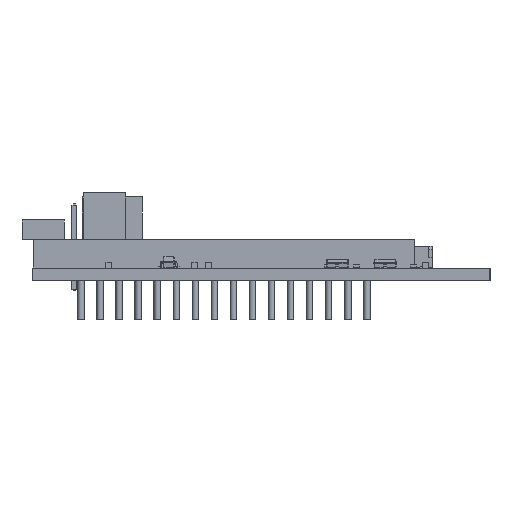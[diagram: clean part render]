
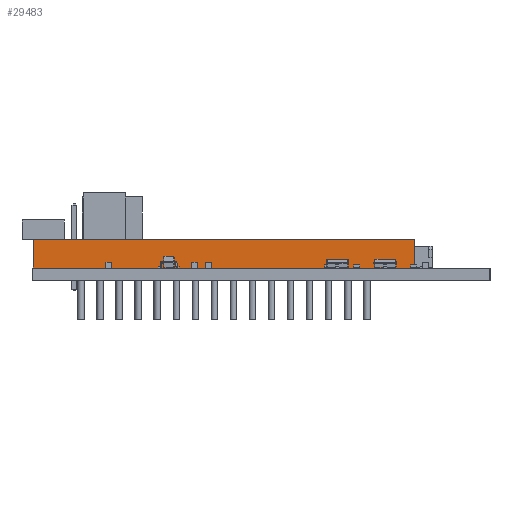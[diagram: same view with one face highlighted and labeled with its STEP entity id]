
A CAD part, left-side view. The second image highlights one B-rep face of the part: STEP entity #29483.
In plain terms, the highlighted face is planar.
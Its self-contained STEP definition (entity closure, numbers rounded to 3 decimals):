
#27731 = PLANE('',#27732);
#27732 = AXIS2_PLACEMENT_3D('',#27733,#27734,#27735);
#27733 = CARTESIAN_POINT('',(0.,22.86,0.));
#27734 = DIRECTION('',(-1.,0.,0.));
#27735 = DIRECTION('',(0.,-1.,0.));
#27759 = PLANE('',#27760);
#27760 = AXIS2_PLACEMENT_3D('',#27761,#27762,#27763);
#27761 = CARTESIAN_POINT('',(25.4,11.43,-3.8));
#27762 = DIRECTION('',(0.,0.,1.));
#27763 = DIRECTION('',(1.,0.,-0.));
#27787 = PLANE('',#27788);
#27788 = AXIS2_PLACEMENT_3D('',#27789,#27790,#27791);
#27789 = CARTESIAN_POINT('',(50.8,0.,0.));
#27790 = DIRECTION('',(1.,0.,0.));
#27791 = DIRECTION('',(-0.,1.,0.));
#27813 = PLANE('',#27814);
#27814 = AXIS2_PLACEMENT_3D('',#27815,#27816,#27817);
#27815 = CARTESIAN_POINT('',(25.4,11.43,0.));
#27816 = DIRECTION('',(0.,0.,1.));
#27817 = DIRECTION('',(1.,0.,-0.));
#27828 = EDGE_CURVE('',#27829,#27831,#27833,.T.);
#27829 = VERTEX_POINT('',#27830);
#27830 = CARTESIAN_POINT('',(0.,22.86,0.));
#27831 = VERTEX_POINT('',#27832);
#27832 = CARTESIAN_POINT('',(0.,22.86,-3.8));
#27833 = SURFACE_CURVE('',#27834,(#27838,#27845),.PCURVE_S1.);
#27834 = LINE('',#27835,#27836);
#27835 = CARTESIAN_POINT('',(0.,22.86,0.));
#27836 = VECTOR('',#27837,1.);
#27837 = DIRECTION('',(-0.,-0.,-1.));
#27838 = PCURVE('',#27731,#27839);
#27839 = DEFINITIONAL_REPRESENTATION('',(#27840),#27844);
#27840 = LINE('',#27841,#27842);
#27841 = CARTESIAN_POINT('',(0.,0.));
#27842 = VECTOR('',#27843,1.);
#27843 = DIRECTION('',(0.,-1.));
#27844 = ( GEOMETRIC_REPRESENTATION_CONTEXT(2) 
PARAMETRIC_REPRESENTATION_CONTEXT() REPRESENTATION_CONTEXT('2D SPACE',''
  ) );
#27845 = PCURVE('',#27846,#27851);
#27846 = PLANE('',#27847);
#27847 = AXIS2_PLACEMENT_3D('',#27848,#27849,#27850);
#27848 = CARTESIAN_POINT('',(50.8,22.86,0.));
#27849 = DIRECTION('',(0.,1.,0.));
#27850 = DIRECTION('',(-1.,0.,0.));
#27851 = DEFINITIONAL_REPRESENTATION('',(#27852),#27856);
#27852 = LINE('',#27853,#27854);
#27853 = CARTESIAN_POINT('',(50.8,0.));
#27854 = VECTOR('',#27855,1.);
#27855 = DIRECTION('',(0.,-1.));
#27856 = ( GEOMETRIC_REPRESENTATION_CONTEXT(2) 
PARAMETRIC_REPRESENTATION_CONTEXT() REPRESENTATION_CONTEXT('2D SPACE',''
  ) );
#27906 = VERTEX_POINT('',#27907);
#27907 = CARTESIAN_POINT('',(50.8,22.86,-3.8));
#27928 = EDGE_CURVE('',#27929,#27906,#27931,.T.);
#27929 = VERTEX_POINT('',#27930);
#27930 = CARTESIAN_POINT('',(50.8,22.86,0.));
#27931 = SURFACE_CURVE('',#27932,(#27936,#27943),.PCURVE_S1.);
#27932 = LINE('',#27933,#27934);
#27933 = CARTESIAN_POINT('',(50.8,22.86,0.));
#27934 = VECTOR('',#27935,1.);
#27935 = DIRECTION('',(-0.,-0.,-1.));
#27936 = PCURVE('',#27787,#27937);
#27937 = DEFINITIONAL_REPRESENTATION('',(#27938),#27942);
#27938 = LINE('',#27939,#27940);
#27939 = CARTESIAN_POINT('',(22.86,0.));
#27940 = VECTOR('',#27941,1.);
#27941 = DIRECTION('',(0.,-1.));
#27942 = ( GEOMETRIC_REPRESENTATION_CONTEXT(2) 
PARAMETRIC_REPRESENTATION_CONTEXT() REPRESENTATION_CONTEXT('2D SPACE',''
  ) );
#27943 = PCURVE('',#27846,#27944);
#27944 = DEFINITIONAL_REPRESENTATION('',(#27945),#27949);
#27945 = LINE('',#27946,#27947);
#27946 = CARTESIAN_POINT('',(0.,0.));
#27947 = VECTOR('',#27948,1.);
#27948 = DIRECTION('',(0.,-1.));
#27949 = ( GEOMETRIC_REPRESENTATION_CONTEXT(2) 
PARAMETRIC_REPRESENTATION_CONTEXT() REPRESENTATION_CONTEXT('2D SPACE',''
  ) );
#28112 = EDGE_CURVE('',#27929,#27829,#28113,.T.);
#28113 = SURFACE_CURVE('',#28114,(#28118,#28125),.PCURVE_S1.);
#28114 = LINE('',#28115,#28116);
#28115 = CARTESIAN_POINT('',(50.8,22.86,0.));
#28116 = VECTOR('',#28117,1.);
#28117 = DIRECTION('',(-1.,0.,0.));
#28118 = PCURVE('',#27813,#28119);
#28119 = DEFINITIONAL_REPRESENTATION('',(#28120),#28124);
#28120 = LINE('',#28121,#28122);
#28121 = CARTESIAN_POINT('',(25.4,11.43));
#28122 = VECTOR('',#28123,1.);
#28123 = DIRECTION('',(-1.,0.));
#28124 = ( GEOMETRIC_REPRESENTATION_CONTEXT(2) 
PARAMETRIC_REPRESENTATION_CONTEXT() REPRESENTATION_CONTEXT('2D SPACE',''
  ) );
#28125 = PCURVE('',#27846,#28126);
#28126 = DEFINITIONAL_REPRESENTATION('',(#28127),#28131);
#28127 = LINE('',#28128,#28129);
#28128 = CARTESIAN_POINT('',(0.,0.));
#28129 = VECTOR('',#28130,1.);
#28130 = DIRECTION('',(1.,0.));
#28131 = ( GEOMETRIC_REPRESENTATION_CONTEXT(2) 
PARAMETRIC_REPRESENTATION_CONTEXT() REPRESENTATION_CONTEXT('2D SPACE',''
  ) );
#28490 = EDGE_CURVE('',#27906,#27831,#28491,.T.);
#28491 = SURFACE_CURVE('',#28492,(#28496,#28503),.PCURVE_S1.);
#28492 = LINE('',#28493,#28494);
#28493 = CARTESIAN_POINT('',(50.8,22.86,-3.8));
#28494 = VECTOR('',#28495,1.);
#28495 = DIRECTION('',(-1.,0.,0.));
#28496 = PCURVE('',#27759,#28497);
#28497 = DEFINITIONAL_REPRESENTATION('',(#28498),#28502);
#28498 = LINE('',#28499,#28500);
#28499 = CARTESIAN_POINT('',(25.4,11.43));
#28500 = VECTOR('',#28501,1.);
#28501 = DIRECTION('',(-1.,0.));
#28502 = ( GEOMETRIC_REPRESENTATION_CONTEXT(2) 
PARAMETRIC_REPRESENTATION_CONTEXT() REPRESENTATION_CONTEXT('2D SPACE',''
  ) );
#28503 = PCURVE('',#27846,#28504);
#28504 = DEFINITIONAL_REPRESENTATION('',(#28505),#28509);
#28505 = LINE('',#28506,#28507);
#28506 = CARTESIAN_POINT('',(0.,-3.8));
#28507 = VECTOR('',#28508,1.);
#28508 = DIRECTION('',(1.,0.));
#28509 = ( GEOMETRIC_REPRESENTATION_CONTEXT(2) 
PARAMETRIC_REPRESENTATION_CONTEXT() REPRESENTATION_CONTEXT('2D SPACE',''
  ) );
#29483 = ADVANCED_FACE('',(#29484),#27846,.T.);
#29484 = FACE_BOUND('',#29485,.T.);
#29485 = EDGE_LOOP('',(#29486,#29487,#29488,#29489));
#29486 = ORIENTED_EDGE('',*,*,#27928,.T.);
#29487 = ORIENTED_EDGE('',*,*,#28490,.T.);
#29488 = ORIENTED_EDGE('',*,*,#27828,.F.);
#29489 = ORIENTED_EDGE('',*,*,#28112,.F.);
